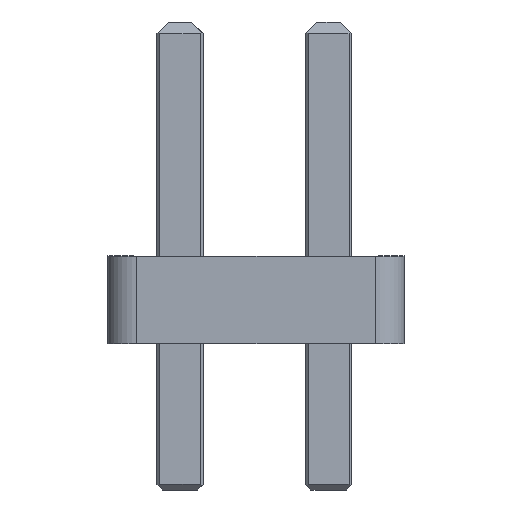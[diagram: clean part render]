
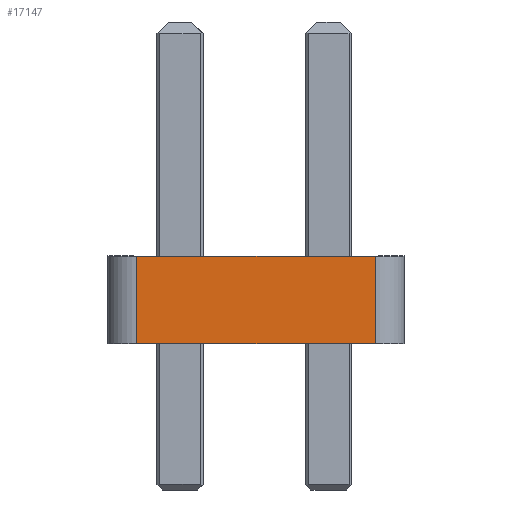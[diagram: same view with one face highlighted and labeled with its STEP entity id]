
A CAD part, left-side view. The second image highlights one B-rep face of the part: STEP entity #17147.
In plain terms, the highlighted planar face has unit normal (-1, 0, 0).
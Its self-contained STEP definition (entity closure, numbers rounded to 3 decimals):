
#1271=FACE_OUTER_BOUND('',#2207,.T.);
#2207=EDGE_LOOP('',(#15361,#15362,#15363,#15364));
#4436=LINE('',#27501,#6668);
#4437=LINE('',#27506,#6669);
#4438=LINE('',#27509,#6670);
#4439=LINE('',#27510,#6671);
#6668=VECTOR('',#22613,10.);
#6669=VECTOR('',#22620,10.);
#6670=VECTOR('',#22623,10.);
#6671=VECTOR('',#22624,10.);
#8254=VERTEX_POINT('',#27498);
#8255=VERTEX_POINT('',#27500);
#8256=VERTEX_POINT('',#27504);
#8257=VERTEX_POINT('',#27508);
#10624=EDGE_CURVE('',#8255,#8254,#4436,.T.);
#10627=EDGE_CURVE('',#8255,#8256,#4437,.T.);
#10628=EDGE_CURVE('',#8257,#8254,#4438,.T.);
#10629=EDGE_CURVE('',#8256,#8257,#4439,.T.);
#15361=ORIENTED_EDGE('',*,*,#10627,.F.);
#15362=ORIENTED_EDGE('',*,*,#10624,.T.);
#15363=ORIENTED_EDGE('',*,*,#10628,.F.);
#15364=ORIENTED_EDGE('',*,*,#10629,.F.);
#16231=PLANE('',#18275);
#17147=ADVANCED_FACE('',(#1271),#16231,.T.);
#18275=AXIS2_PLACEMENT_3D('',#27507,#22621,#22622);
#22613=DIRECTION('',(0.,-1.,0.));
#22620=DIRECTION('',(0.,0.,1.));
#22621=DIRECTION('center_axis',(-1.,0.,0.));
#22622=DIRECTION('ref_axis',(0.,0.,1.));
#22623=DIRECTION('',(0.,0.,-1.));
#22624=DIRECTION('',(0.,-1.,0.));
#27498=CARTESIAN_POINT('',(-22.86,-2.04,0.));
#27500=CARTESIAN_POINT('',(-22.86,2.04,0.));
#27501=CARTESIAN_POINT('',(-22.86,2.04,0.));
#27504=CARTESIAN_POINT('',(-22.86,2.04,1.5));
#27506=CARTESIAN_POINT('',(-22.86,2.04,0.));
#27507=CARTESIAN_POINT('Origin',(-22.86,0.,-0.01));
#27508=CARTESIAN_POINT('',(-22.86,-2.04,1.5));
#27509=CARTESIAN_POINT('',(-22.86,-2.04,1.5));
#27510=CARTESIAN_POINT('',(-22.86,2.04,1.5));
